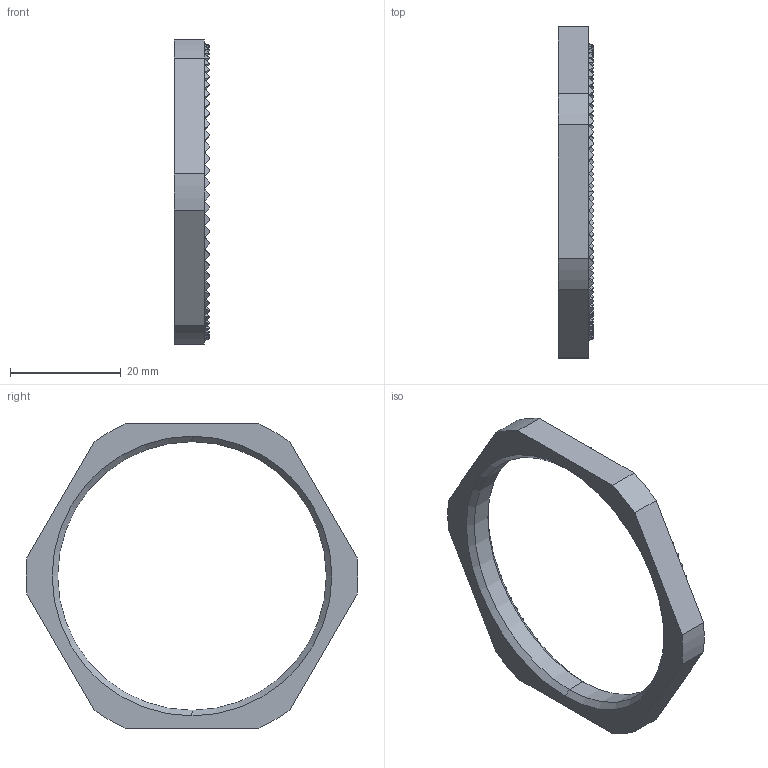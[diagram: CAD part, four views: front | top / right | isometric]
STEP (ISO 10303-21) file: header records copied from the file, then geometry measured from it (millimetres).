
FILE_DESCRIPTION (( 'STEP AP203' ), '1' );
FILE_NAME ('D3450100IndB.STEP', '2015-08-21T08:18:11', ( '' ), ( '' ), 'SwSTEP 2.0', 'SolidWorks 2015', '' );
FILE_SCHEMA (( 'CONFIG_CONTROL_DESIGN' ));
Length unit declared in the file: millimetre
Products named in the file (1): D3450100IndB
Bounding box: 6.5 x 60.06 x 55 mm (x, y, z)
Volume: 3925.4 mm3; surface area: 3300.4 mm2
Topology: 1 solids, 1 shells, 397 faces, 878 edges, 484 vertices
Faces by surface type: plane 234, cone 155, cylinder 8
Entity records: 10703 total; most frequent: CARTESIAN_POINT 2660, ORIENTED_EDGE 1756, DIRECTION 1696, EDGE_CURVE 878, AXIS2_PLACEMENT_3D 720, VERTEX_POINT 484, EDGE_LOOP 400, ADVANCED_FACE 397
